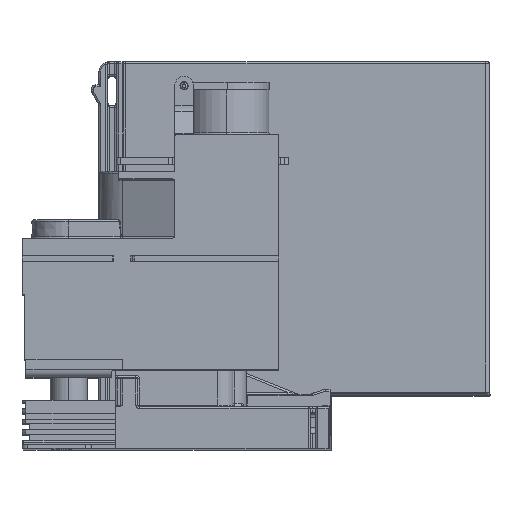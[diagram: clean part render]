
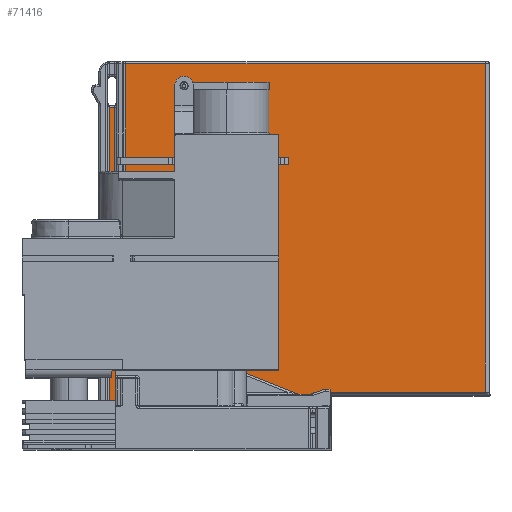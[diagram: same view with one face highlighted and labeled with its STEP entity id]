
A CAD part, top view. The second image highlights one B-rep face of the part: STEP entity #71416.
In plain terms, the highlighted planar face has unit normal (0, 0, 1).
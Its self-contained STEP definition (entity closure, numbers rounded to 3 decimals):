
#66016=DIRECTION('',(-1.,0.,0.));
#66017=VECTOR('',#66016,96.25);
#66018=CARTESIAN_POINT('',(181.75,70.31,-22.));
#66019=LINE('',#66018,#66017);
#66905=CARTESIAN_POINT('',(81.8,60.21,-22.));
#66906=DIRECTION('',(0.,0.,1.));
#66907=DIRECTION('',(-0.412,-0.911,0.));
#66908=AXIS2_PLACEMENT_3D('',#66905,#66906,#66907);
#66910=CARTESIAN_POINT('',(83.5,-1.99,-22.));
#66911=DIRECTION('',(0.,0.,1.));
#66912=DIRECTION('',(-1.,0.,0.));
#66913=AXIS2_PLACEMENT_3D('',#66910,#66911,#66912);
#66915=CARTESIAN_POINT('',(84.5,-1.99,-22.));
#66916=DIRECTION('',(0.,0.,1.));
#66917=DIRECTION('',(0.,-1.,0.));
#66918=AXIS2_PLACEMENT_3D('',#66915,#66916,#66917);
#66920=DIRECTION('',(0.,1.,0.));
#66921=VECTOR('',#66920,45.3);
#66922=CARTESIAN_POINT('',(85.5,-1.99,-22.));
#66923=LINE('',#66922,#66921);
#66924=DIRECTION('',(1.,0.,0.));
#66925=VECTOR('',#66924,43.5);
#66926=CARTESIAN_POINT('',(85.5,43.31,-22.));
#66927=LINE('',#66926,#66925);
#66928=DIRECTION('',(-1.,0.,0.));
#66929=VECTOR('',#66928,43.5);
#66930=CARTESIAN_POINT('',(129.,45.31,-22.));
#66931=LINE('',#66930,#66929);
#66932=DIRECTION('',(0.,1.,0.));
#66933=VECTOR('',#66932,25.);
#66934=CARTESIAN_POINT('',(85.5,45.31,-22.));
#66935=LINE('',#66934,#66933);
#66936=CARTESIAN_POINT('',(137.,-21.79,-22.));
#66937=DIRECTION('',(0.,0.,1.));
#66938=DIRECTION('',(0.,1.,0.));
#66939=AXIS2_PLACEMENT_3D('',#66936,#66937,#66938);
#66941=DIRECTION('',(-0.707,-0.707,0.));
#66942=VECTOR('',#66941,6.359);
#66943=CARTESIAN_POINT('',(134.025,-18.815,-22.));
#66944=LINE('',#66943,#66942);
#66945=CARTESIAN_POINT('',(127.908,-21.69,-22.));
#66946=DIRECTION('',(0.,0.,-1.));
#66947=DIRECTION('',(0.707,-0.707,0.));
#66948=AXIS2_PLACEMENT_3D('',#66945,#66946,#66947);
#66955=DIRECTION('',(1.,0.,0.));
#66956=VECTOR('',#66955,46.808);
#66957=CARTESIAN_POINT('',(81.1,-23.983,-22.));
#66958=LINE('',#66957,#66956);
#67038=DIRECTION('',(1.,0.,0.));
#67039=VECTOR('',#67038,44.75);
#67040=CARTESIAN_POINT('',(137.,-17.583,-22.));
#67041=LINE('',#67040,#67039);
#67164=DIRECTION('',(0.,1.,0.));
#67165=VECTOR('',#67164,87.893);
#67166=CARTESIAN_POINT('',(181.75,-17.583,-22.));
#67167=LINE('',#67166,#67165);
#68031=DIRECTION('',(0.,-1.,0.));
#68032=VECTOR('',#68031,82.644);
#68033=CARTESIAN_POINT('',(81.1,58.661,
-22.));
#68034=LINE('',#68033,#68032);
#68054=DIRECTION('',(0.,1.,0.));
#68055=VECTOR('',#68054,60.651);
#68056=CARTESIAN_POINT('',(82.5,-1.99,-22.));
#68057=LINE('',#68056,#68055);
#68170=DIRECTION('',(-1.,0.,0.));
#68171=VECTOR('',#68170,1.);
#68172=CARTESIAN_POINT('',(84.5,-2.99,-22.));
#68173=LINE('',#68172,#68171);
#68202=DIRECTION('',(0.,-1.,0.));
#68203=VECTOR('',#68202,2.);
#68204=CARTESIAN_POINT('',(129.,45.31,-22.));
#68205=LINE('',#68204,#68203);
#68594=CARTESIAN_POINT('',(85.5,43.31,-22.));
#68595=CARTESIAN_POINT('',(129.,43.31,-22.));
#68596=VERTEX_POINT('',#68594);
#68597=VERTEX_POINT('',#68595);
#68642=CARTESIAN_POINT('',(129.,45.31,-22.));
#68643=CARTESIAN_POINT('',(85.5,45.31,-22.));
#68644=VERTEX_POINT('',#68642);
#68645=VERTEX_POINT('',#68643);
#68708=CARTESIAN_POINT('',(81.1,58.661,-22.));
#68709=CARTESIAN_POINT('',(82.5,58.661,-22.));
#68710=VERTEX_POINT('',#68708);
#68711=VERTEX_POINT('',#68709);
#68712=CARTESIAN_POINT('',(82.5,-1.99,-22.));
#68713=VERTEX_POINT('',#68712);
#68714=CARTESIAN_POINT('',(83.5,-2.99,-22.));
#68715=VERTEX_POINT('',#68714);
#68716=CARTESIAN_POINT('',(84.5,-2.99,-22.));
#68717=VERTEX_POINT('',#68716);
#68718=CARTESIAN_POINT('',(85.5,-1.99,-22.));
#68719=VERTEX_POINT('',#68718);
#68720=CARTESIAN_POINT('',(85.5,70.31,-22.));
#68721=VERTEX_POINT('',#68720);
#68722=CARTESIAN_POINT('',(181.75,70.31,-22.));
#68723=VERTEX_POINT('',#68722);
#68724=CARTESIAN_POINT('',(137.,-17.583,-22.));
#68725=CARTESIAN_POINT('',(181.75,-17.583,-22.));
#68726=VERTEX_POINT('',#68724);
#68727=VERTEX_POINT('',#68725);
#68728=CARTESIAN_POINT('',(134.025,-18.815,-22.));
#68729=VERTEX_POINT('',#68728);
#68730=CARTESIAN_POINT('',(129.529,-23.311,-22.));
#68731=VERTEX_POINT('',#68730);
#68732=CARTESIAN_POINT('',(127.908,-23.983,-22.));
#68733=VERTEX_POINT('',#68732);
#69019=CARTESIAN_POINT('',(81.1,-23.983,-22.));
#69020=VERTEX_POINT('',#69019);
#71377=CARTESIAN_POINT('',(131.425,23.164,-22.));
#71378=DIRECTION('',(0.,0.,1.));
#71379=DIRECTION('',(1.,0.,0.));
#71380=AXIS2_PLACEMENT_3D('',#71377,#71378,#71379);
#71381=PLANE('',#71380);
#71383=ORIENTED_EDGE('',*,*,#71382,.F.);
#71385=ORIENTED_EDGE('',*,*,#71384,.F.);
#71386=ORIENTED_EDGE('',*,*,#71358,.T.);
#71388=ORIENTED_EDGE('',*,*,#71387,.F.);
#71390=ORIENTED_EDGE('',*,*,#71389,.T.);
#71392=ORIENTED_EDGE('',*,*,#71391,.F.);
#71394=ORIENTED_EDGE('',*,*,#71393,.T.);
#71396=ORIENTED_EDGE('',*,*,#71395,.T.);
#71397=ORIENTED_EDGE('',*,*,#69267,.T.);
#71399=ORIENTED_EDGE('',*,*,#71398,.F.);
#71400=ORIENTED_EDGE('',*,*,#69450,.T.);
#71402=ORIENTED_EDGE('',*,*,#71401,.T.);
#71403=ORIENTED_EDGE('',*,*,#69636,.F.);
#71405=ORIENTED_EDGE('',*,*,#71404,.F.);
#71407=ORIENTED_EDGE('',*,*,#71406,.F.);
#71409=ORIENTED_EDGE('',*,*,#71408,.T.);
#71411=ORIENTED_EDGE('',*,*,#71410,.T.);
#71413=ORIENTED_EDGE('',*,*,#71412,.T.);
#71414=EDGE_LOOP('',(#71383,#71385,#71386,#71388,#71390,#71392,#71394,#71396,
#71397,#71399,#71400,#71402,#71403,#71405,#71407,#71409,#71411,#71413));
#71415=FACE_OUTER_BOUND('',#71414,.F.);
#66909=CIRCLE('',#66908,1.7);
#66914=CIRCLE('',#66913,1.);
#66919=CIRCLE('',#66918,1.);
#66940=CIRCLE('',#66939,4.207);
#66949=CIRCLE('',#66948,2.293);
#69267=EDGE_CURVE('',#68596,#68597,#66927,.T.);
#69450=EDGE_CURVE('',#68644,#68645,#66931,.T.);
#69636=EDGE_CURVE('',#68723,#68721,#66019,.T.);
#71358=EDGE_CURVE('',#68710,#68711,#66909,.T.);
#71382=EDGE_CURVE('',#69020,#68733,#66958,.T.);
#71384=EDGE_CURVE('',#68710,#69020,#68034,.T.);
#71387=EDGE_CURVE('',#68713,#68711,#68057,.T.);
#71389=EDGE_CURVE('',#68713,#68715,#66914,.T.);
#71391=EDGE_CURVE('',#68717,#68715,#68173,.T.);
#71393=EDGE_CURVE('',#68717,#68719,#66919,.T.);
#71395=EDGE_CURVE('',#68719,#68596,#66923,.T.);
#71398=EDGE_CURVE('',#68644,#68597,#68205,.T.);
#71401=EDGE_CURVE('',#68645,#68721,#66935,.T.);
#71404=EDGE_CURVE('',#68727,#68723,#67167,.T.);
#71406=EDGE_CURVE('',#68726,#68727,#67041,.T.);
#71408=EDGE_CURVE('',#68726,#68729,#66940,.T.);
#71410=EDGE_CURVE('',#68729,#68731,#66944,.T.);
#71412=EDGE_CURVE('',#68731,#68733,#66949,.T.);
#71416=ADVANCED_FACE('',(#71415),#71381,.T.);
